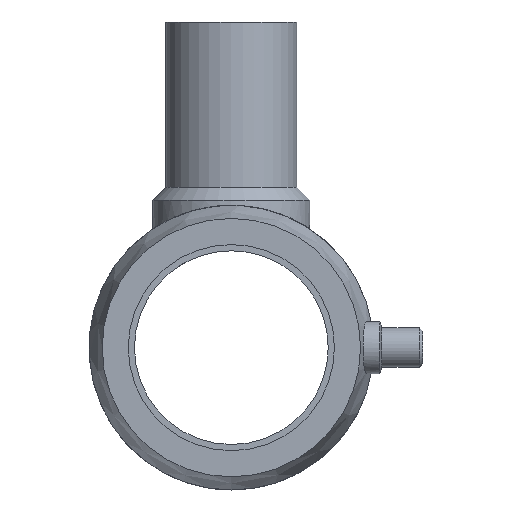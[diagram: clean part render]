
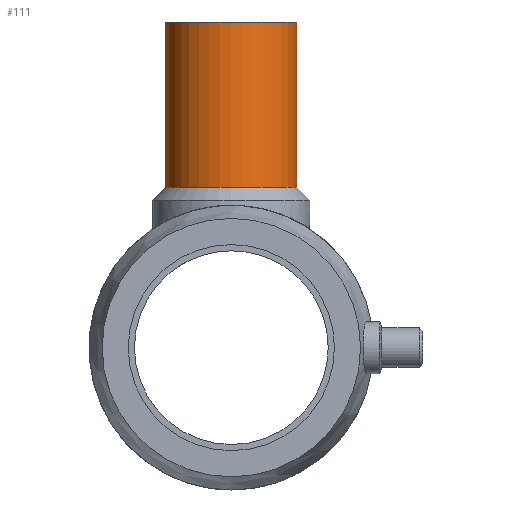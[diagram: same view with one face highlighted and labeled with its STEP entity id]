
A CAD part, left-side view. The second image highlights one B-rep face of the part: STEP entity #111.
In plain terms, the highlighted cylindrical face has radius 20 mm (diameter 40 mm), a full revolution.
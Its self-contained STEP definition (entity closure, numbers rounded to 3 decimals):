
#111 = ADVANCED_FACE( '', ( #256, #257 ), #258, .T. );
#256 = FACE_OUTER_BOUND( '', #419, .T. );
#257 = FACE_OUTER_BOUND( '', #420, .T. );
#258 = CYLINDRICAL_SURFACE( '', #421, 20. );
#419 = EDGE_LOOP( '', ( #630 ) );
#420 = EDGE_LOOP( '', ( #631 ) );
#421 = AXIS2_PLACEMENT_3D( '', #632, #633, #634 );
#630 = ORIENTED_EDGE( '', *, *, #741, .F. );
#631 = ORIENTED_EDGE( '', *, *, #768, .T. );
#632 = CARTESIAN_POINT( '', ( 92.75, 0., 0. ) );
#633 = DIRECTION( '', ( 0., 0., 1. ) );
#634 = DIRECTION( '', ( -1., 0., 0. ) );
#741 = EDGE_CURVE( '', #837, #837, #838, .T. );
#768 = EDGE_CURVE( '', #878, #878, #879, .T. );
#837 = VERTEX_POINT( '', #1265 );
#838 = CIRCLE( '', #1266, 20. );
#878 = VERTEX_POINT( '', #1525 );
#879 = CIRCLE( '', #1526, 20. );
#1265 = CARTESIAN_POINT( '', ( 72.75, 0., 49. ) );
#1266 = AXIS2_PLACEMENT_3D( '', #1599, #1600, #1601 );
#1525 = CARTESIAN_POINT( '', ( 72.75, 0., 99.5 ) );
#1526 = AXIS2_PLACEMENT_3D( '', #1635, #1636, #1637 );
#1599 = CARTESIAN_POINT( '', ( 92.75, 0., 49. ) );
#1600 = DIRECTION( '', ( 0., 0., -1. ) );
#1601 = DIRECTION( '', ( -1., 0., 0. ) );
#1635 = CARTESIAN_POINT( '', ( 92.75, 0., 99.5 ) );
#1636 = DIRECTION( '', ( 0., 0., -1. ) );
#1637 = DIRECTION( '', ( -1., 0., 0. ) );
